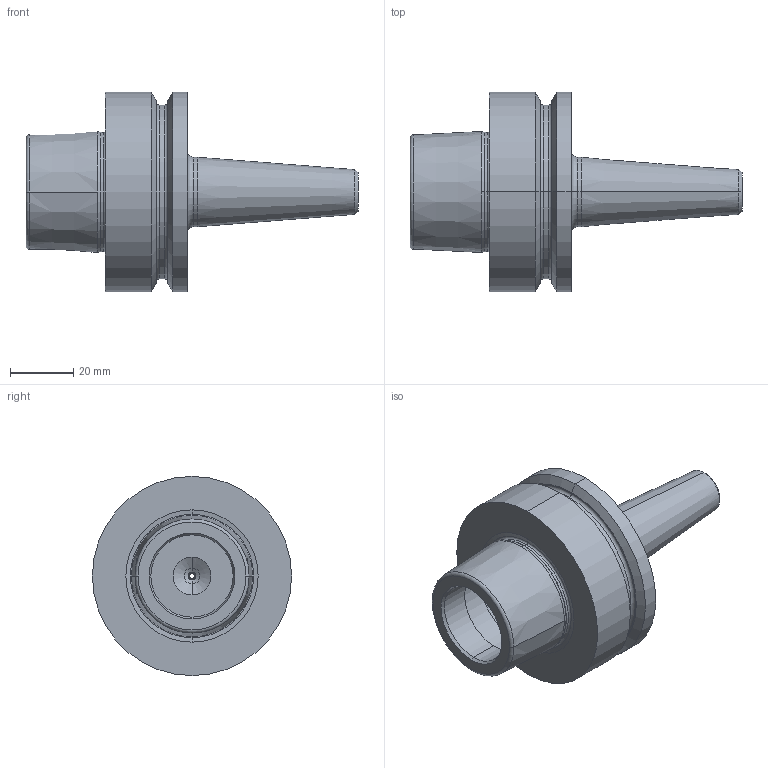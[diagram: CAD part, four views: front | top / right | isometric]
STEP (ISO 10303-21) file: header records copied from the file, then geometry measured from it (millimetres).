
FILE_DESCRIPTION (( 'STEP AP214' ), '1' );
FILE_NAME ('12.10.2018_171.05.071.001.STEP', '2018-10-12T07:13:20', ( '' ), ( '' ), 'SwSTEP 2.0', 'SolidWorks 2014', '' );
FILE_SCHEMA (( 'AUTOMOTIVE_DESIGN' ));
Length unit declared in the file: millimetre
Products named in the file (1): 12.10.2018_171.05.071.001
Bounding box: 105 x 63 x 63 mm (x, y, z)
Volume: 95344.9 mm3; surface area: 22290.2 mm2
Topology: 2 solids, 2 shells, 125 faces, 250 edges, 136 vertices
Faces by surface type: cone 44, plane 35, cylinder 30, torus 16
Entity records: 4662 total; most frequent: DIRECTION 626, CARTESIAN_POINT 590, ORIENTED_EDGE 500, AXIS2_PLACEMENT_3D 264, EDGE_CURVE 250, CIRCLE 138, VERTEX_POINT 136, EDGE_LOOP 136
